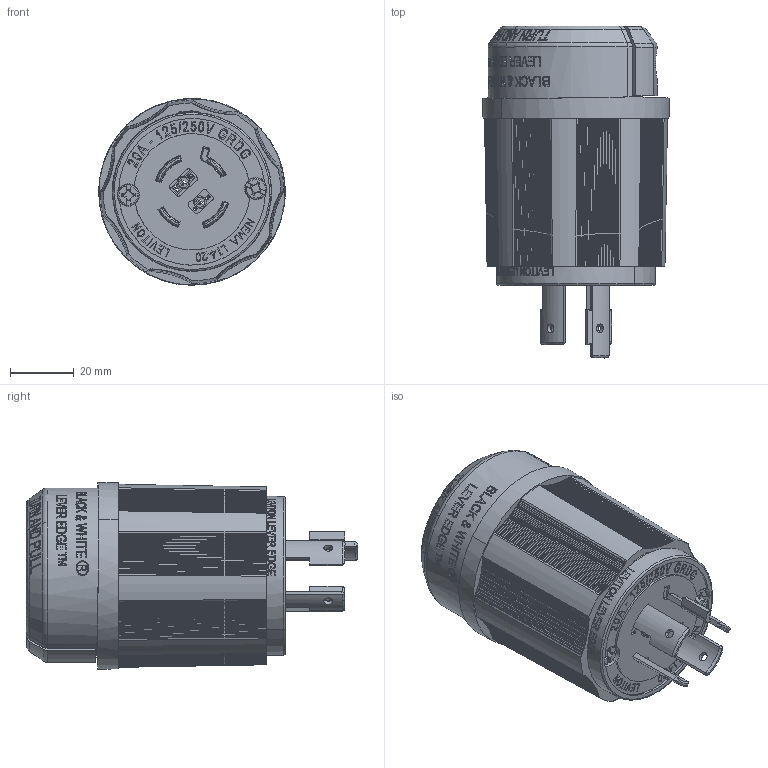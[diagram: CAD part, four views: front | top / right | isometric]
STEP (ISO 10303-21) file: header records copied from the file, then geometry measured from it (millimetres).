
FILE_DESCRIPTION (( 'STEP AP214' ), '1' );
FILE_NAME ('ORC5399-M01 2411E.STEP', '2024-10-15T12:07:37', ( '' ), ( '' ), 'SwSTEP 2.0', 'SolidWorks 2024', '' );
FILE_SCHEMA (( 'AUTOMOTIVE_DESIGN' ));
Products named in the file (1): ORC5399-M01   2411E
Bounding box: 58.61 x 104.19 x 58.57 mm (x, y, z)
Surface area: 34610.7 mm2 (no closed solid volume)
Topology: 0 solids, 27 shells, 1963 faces, 7429 edges, 5260 vertices
Faces by surface type: plane 860, bspline 764, cone 160, cylinder 141, torus 38
Entity records: 101430 total; most frequent: CARTESIAN_POINT 49398, ORIENTED_EDGE 12111, DIRECTION 7558, EDGE_CURVE 7429, VERTEX_POINT 5260, VECTOR 3480, LINE 3480, EDGE_LOOP 2147
